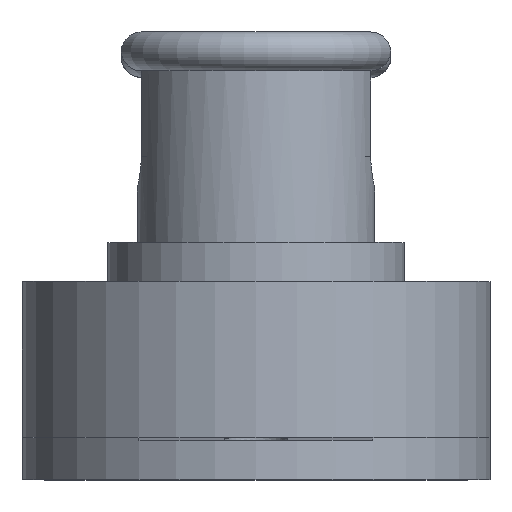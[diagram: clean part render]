
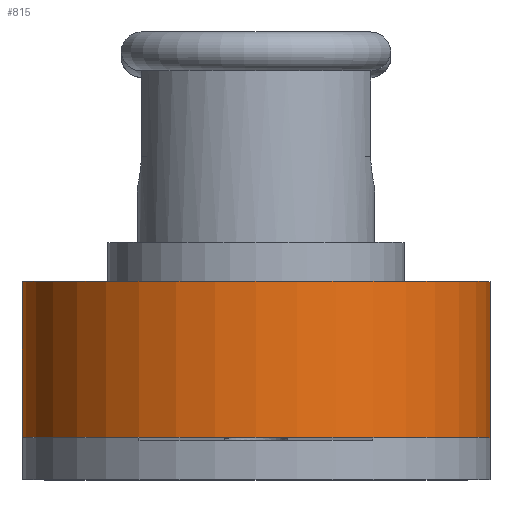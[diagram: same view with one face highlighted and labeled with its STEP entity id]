
A CAD part, top view. The second image highlights one B-rep face of the part: STEP entity #815.
In plain terms, the highlighted cylindrical face has radius 3 mm (diameter 6 mm), a partial arc.
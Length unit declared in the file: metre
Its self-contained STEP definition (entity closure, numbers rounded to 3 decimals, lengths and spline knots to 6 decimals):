
#50=CYLINDRICAL_SURFACE('',#902,0.003);
#91=LINE('',#1411,#143);
#93=LINE('',#1416,#145);
#143=VECTOR('',#1060,1.);
#145=VECTOR('',#1066,1.);
#248=ORIENTED_EDGE('',*,*,#475,.T.);
#249=ORIENTED_EDGE('',*,*,#476,.F.);
#250=ORIENTED_EDGE('',*,*,#402,.F.);
#251=ORIENTED_EDGE('',*,*,#473,.T.);
#402=EDGE_CURVE('',#519,#520,#603,.T.);
#473=EDGE_CURVE('',#519,#584,#91,.T.);
#475=EDGE_CURVE('',#584,#585,#626,.T.);
#476=EDGE_CURVE('',#520,#585,#93,.T.);
#519=VERTEX_POINT('',#1199);
#520=VERTEX_POINT('',#1201);
#584=VERTEX_POINT('',#1410);
#585=VERTEX_POINT('',#1415);
#603=CIRCLE('',#868,0.003);
#626=CIRCLE('',#903,0.003);
#662=EDGE_LOOP('',(#248,#249,#250,#251));
#730=FACE_BOUND('',#662,.T.);
#815=ADVANCED_FACE('',(#730),#50,.T.);
#868=AXIS2_PLACEMENT_3D('',#1200,#964,#965);
#902=AXIS2_PLACEMENT_3D('',#1413,#1062,#1063);
#903=AXIS2_PLACEMENT_3D('',#1414,#1064,#1065);
#964=DIRECTION('',(0.,-1.,0.));
#965=DIRECTION('',(0.,0.,-1.));
#1060=DIRECTION('',(0.,1.,0.));
#1062=DIRECTION('',(0.,1.,0.));
#1063=DIRECTION('',(0.,0.,1.));
#1064=DIRECTION('',(0.,-1.,0.));
#1065=DIRECTION('',(0.,0.,-1.));
#1066=DIRECTION('',(0.,1.,0.));
#1199=CARTESIAN_POINT('',(0.0315,-0.002,0.021402));
#1200=CARTESIAN_POINT('',(0.03,-0.002,0.024));
#1201=CARTESIAN_POINT('',(0.0285,-0.002,0.021402));
#1410=CARTESIAN_POINT('',(0.0315,0.,0.021402));
#1411=CARTESIAN_POINT('',(0.0315,-0.002,0.021402));
#1413=CARTESIAN_POINT('',(0.03,-0.002,0.024));
#1414=CARTESIAN_POINT('',(0.03,0.,0.024));
#1415=CARTESIAN_POINT('',(0.0285,0.,0.021402));
#1416=CARTESIAN_POINT('',(0.0285,-0.002,0.021402));
